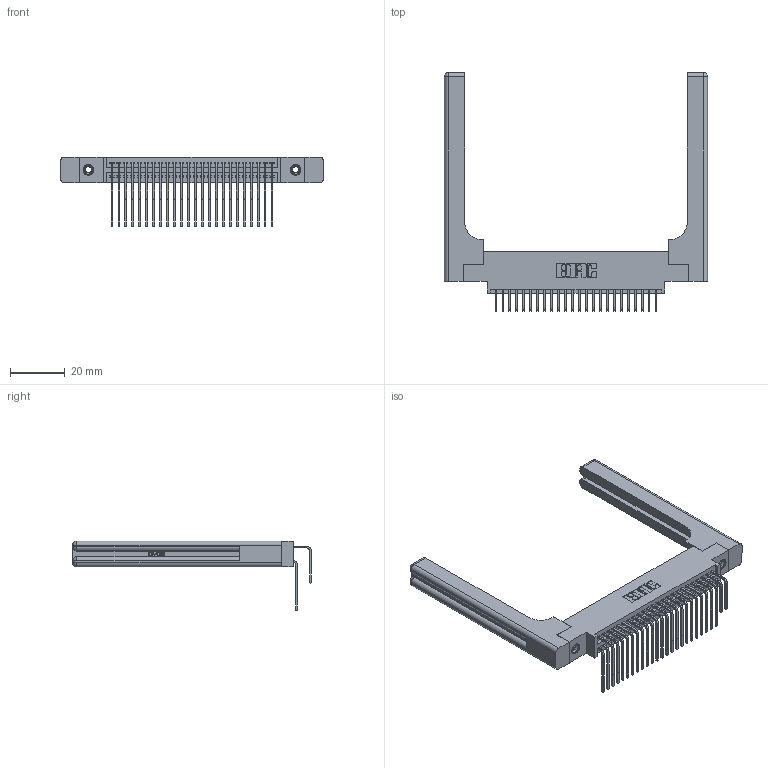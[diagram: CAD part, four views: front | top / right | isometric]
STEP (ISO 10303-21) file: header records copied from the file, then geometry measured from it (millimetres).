
FILE_DESCRIPTION (( 'STEP AP203' ), '1' );
FILE_NAME ('395-048-558-858.STEP', '2019-10-19T06:27:04', ( '' ), ( '' ), 'SwSTEP 2.0', 'SolidWorks 2016', '' );
FILE_SCHEMA (( 'CONFIG_CONTROL_DESIGN' ));
Length unit declared in the file: inch
Products named in the file (6): 345-292-001_558 559 Tail - 1; 345-292-001_558 Tail - 2; 345-250-001_345-250-001-102; 345-220-058_345-220-058; 395-048-558-858; 345 Part_0.170 Offset - 0.156 Dia-TH
Assembly tree (53 placements, depth 2):
  395-048-558-858
    345 Part_0.170 Offset - 0.156 Dia-TH
    345-292-001_558 559 Tail - 1  x24
    345-292-001_558 Tail - 2  x24
    345-250-001_345-250-001-102  x2
    345-220-058_345-220-058  x2
Bounding box: 95.99 x 87.11 x 25.53 mm (x, y, z)
Volume: 17795.8 mm3; surface area: 19933.3 mm2
Topology: 53 solids, 53 shells, 2882 faces, 8459 edges, 5554 vertices
Faces by surface type: plane 1912, cylinder 910, bspline 36, cone 12, sphere 8, torus 4
Entity records: 28220 total; most frequent: CARTESIAN_POINT 5788, ORIENTED_EDGE 4468, DIRECTION 4030, EDGE_CURVE 2234, LINE 1874, VECTOR 1874, VERTEX_POINT 1478, AXIS2_PLACEMENT_3D 1078
